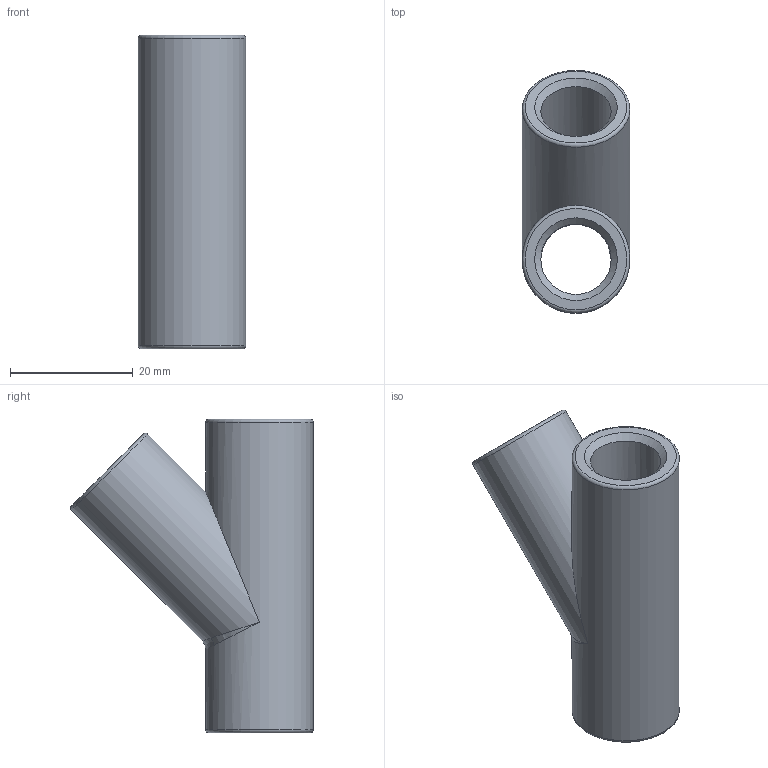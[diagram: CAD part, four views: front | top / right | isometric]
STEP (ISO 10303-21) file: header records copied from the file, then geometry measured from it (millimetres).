
FILE_DESCRIPTION(/* description */ (''),/* implementation_level */ '2;1');
FILE_NAME(/* name */ '3D_R307-DN8_172572220.stp',/* time_stamp */ '2021-07-23T15:27:37+02:00',/* author */ ('cad'),/* organization */ (''),/* preprocessor_version */ 'ST-DEVELOPER v18.1',/* originating_system */ 'Autodesk Inventor 2022',/* authorisation */ '');
FILE_SCHEMA (('AUTOMOTIVE_DESIGN { 1 0 10303 214 3 1 1 }'));
Length unit declared in the file: millimetre
Products named in the file (1): 3D_R307-DN8_172572220
Bounding box: 17.5 x 39.48 x 51 mm (x, y, z)
Volume: 9922.4 mm3; surface area: 6876.4 mm2
Topology: 1 solids, 1 shells, 16 faces, 42 edges, 21 vertices
Faces by surface type: cylinder 4, torus 3, plane 3, cone 3, bspline 3
Full cylindrical faces by diameter (mm): 11.445 x2, 17.5 x2
Entity records: 666 total; most frequent: CARTESIAN_POINT 245, DIRECTION 91, ORIENTED_EDGE 72, AXIS2_PLACEMENT_3D 41, EDGE_CURVE 36, VERTEX_POINT 21, EDGE_LOOP 19, CIRCLE 19
